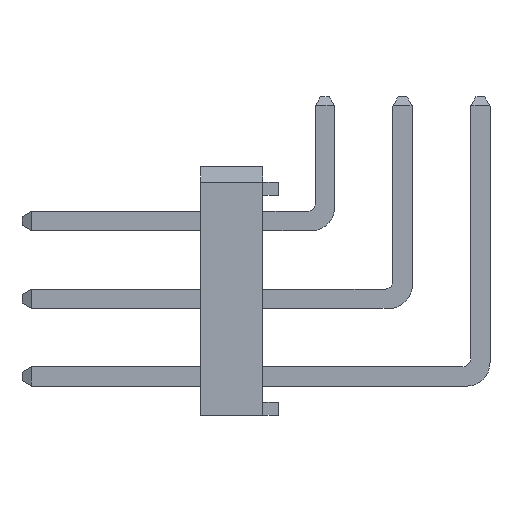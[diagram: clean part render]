
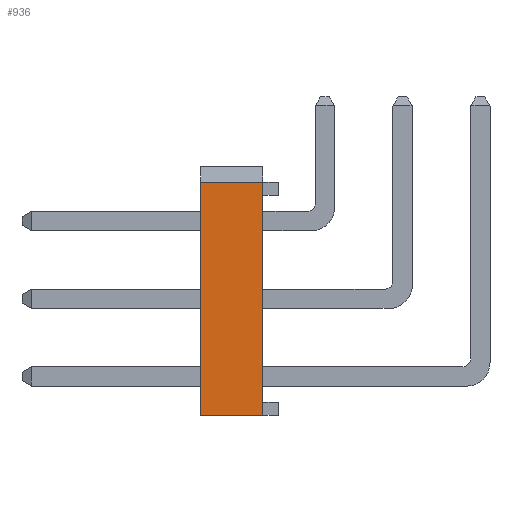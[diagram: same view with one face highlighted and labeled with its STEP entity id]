
A CAD part, left-side view. The second image highlights one B-rep face of the part: STEP entity #936.
In plain terms, the highlighted planar face has unit normal (-1, 0, 0).
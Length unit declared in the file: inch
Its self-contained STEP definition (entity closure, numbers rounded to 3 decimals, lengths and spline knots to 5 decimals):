
#936 = ADVANCED_FACE( '', ( #2187 ), #2188, .F. );
#2187 = FACE_OUTER_BOUND( '', #3767, .T. );
#2188 = PLANE( '', #3768 );
#3767 = EDGE_LOOP( '', ( #6494, #6495, #6496, #6497 ) );
#3768 = AXIS2_PLACEMENT_3D( '', #6498, #6499, #6500 );
#6494 = ORIENTED_EDGE( '', *, *, #9911, .F. );
#6495 = ORIENTED_EDGE( '', *, *, #10440, .F. );
#6496 = ORIENTED_EDGE( '', *, *, #10054, .F. );
#6497 = ORIENTED_EDGE( '', *, *, #10441, .T. );
#6498 = CARTESIAN_POINT( '', ( -0.2, 0.1, -0.15 ) );
#6499 = DIRECTION( '', ( 1., 0., 0. ) );
#6500 = DIRECTION( '', ( 0., 0., -1. ) );
#9911 = EDGE_CURVE( '', #12096, #12098, #12099, .T. );
#10054 = EDGE_CURVE( '', #12325, #12327, #12328, .T. );
#10440 = EDGE_CURVE( '', #12327, #12096, #12920, .T. );
#10441 = EDGE_CURVE( '', #12325, #12098, #12921, .T. );
#12096 = VERTEX_POINT( '', #15133 );
#12098 = VERTEX_POINT( '', #15136 );
#12099 = LINE( '', #15137, #15138 );
#12325 = VERTEX_POINT( '', #15482 );
#12327 = VERTEX_POINT( '', #15485 );
#12328 = LINE( '', #15486, #15487 );
#12920 = LINE( '', #16375, #16376 );
#12921 = LINE( '', #16377, #16378 );
#15133 = CARTESIAN_POINT( '', ( -0.2, 0.02, 0.15 ) );
#15136 = CARTESIAN_POINT( '', ( -0.2, 0.02, -0.15 ) );
#15137 = CARTESIAN_POINT( '', ( -0.2, 0.02, -0.15 ) );
#15138 = VECTOR( '', #18311, 39.37008 );
#15482 = CARTESIAN_POINT( '', ( -0.2, 0.1, -0.15 ) );
#15485 = CARTESIAN_POINT( '', ( -0.2, 0.1, 0.15 ) );
#15486 = CARTESIAN_POINT( '', ( -0.2, 0.1, -0.15 ) );
#15487 = VECTOR( '', #18437, 39.37008 );
#16375 = CARTESIAN_POINT( '', ( -0.2, 0.1, 0.15 ) );
#16376 = VECTOR( '', #18755, 39.37008 );
#16377 = CARTESIAN_POINT( '', ( -0.2, 0.1, -0.15 ) );
#16378 = VECTOR( '', #18756, 39.37008 );
#18311 = DIRECTION( '', ( 0., 0., -1. ) );
#18437 = DIRECTION( '', ( 0., 0., 1. ) );
#18755 = DIRECTION( '', ( 0., -1., 0. ) );
#18756 = DIRECTION( '', ( 0., -1., 0. ) );
